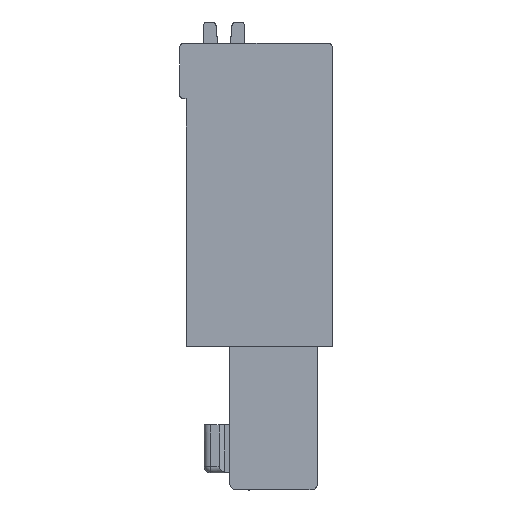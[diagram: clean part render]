
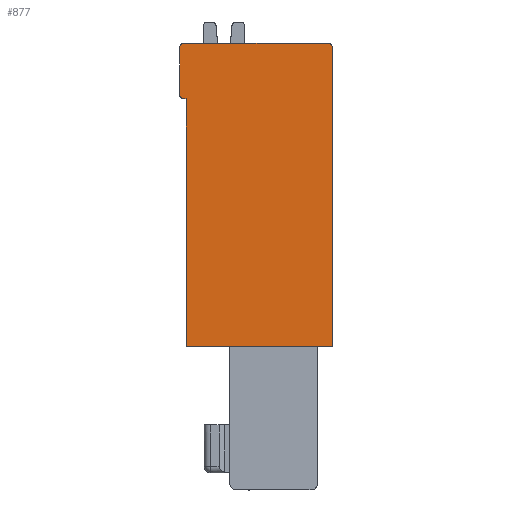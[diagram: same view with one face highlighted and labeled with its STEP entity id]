
A CAD part, left-side view. The second image highlights one B-rep face of the part: STEP entity #877.
In plain terms, the highlighted planar face has unit normal (-1, 0, 0).
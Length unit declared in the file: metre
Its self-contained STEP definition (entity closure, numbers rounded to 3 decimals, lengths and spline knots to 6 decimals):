
#877=ADVANCED_FACE('',(#1916),#1917,.F.);
#1916=FACE_OUTER_BOUND('',#3095,.T.);
#1917=PLANE('',#3096);
#3095=EDGE_LOOP('',(#5665,#5666,#5667,#5668,#5669,#5670,#5671,#5672,#5673));
#3096=AXIS2_PLACEMENT_3D('',#5674,#5675,#5676);
#5665=ORIENTED_EDGE('',*,*,#7614,.F.);
#5666=ORIENTED_EDGE('',*,*,#7097,.F.);
#5667=ORIENTED_EDGE('',*,*,#7353,.F.);
#5668=ORIENTED_EDGE('',*,*,#7869,.F.);
#5669=ORIENTED_EDGE('',*,*,#7870,.F.);
#5670=ORIENTED_EDGE('',*,*,#7812,.F.);
#5671=ORIENTED_EDGE('',*,*,#7871,.F.);
#5672=ORIENTED_EDGE('',*,*,#7755,.F.);
#5673=ORIENTED_EDGE('',*,*,#7326,.F.);
#5674=CARTESIAN_POINT('',(0.,-0.0001,-0.000201));
#5675=DIRECTION('',(1.0,0.,0.));
#5676=DIRECTION('',(0.,0.,1.0));
#7097=EDGE_CURVE('',#8585,#8580,#8587,.T.);
#7326=EDGE_CURVE('',#8971,#8973,#8974,.T.);
#7353=EDGE_CURVE('',#9017,#8585,#9019,.T.);
#7614=EDGE_CURVE('',#8580,#8971,#9390,.T.);
#7755=EDGE_CURVE('',#8973,#9581,#9582,.T.);
#7812=EDGE_CURVE('',#9659,#9657,#9661,.T.);
#7869=EDGE_CURVE('',#9731,#9017,#9732,.T.);
#7870=EDGE_CURVE('',#9657,#9731,#9733,.T.);
#7871=EDGE_CURVE('',#9581,#9659,#9734,.T.);
#8580=VERTEX_POINT('',#10746);
#8585=VERTEX_POINT('',#10753);
#8587=LINE('',#10756,#10757);
#8971=VERTEX_POINT('',#11331);
#8973=VERTEX_POINT('',#11334);
#8974=LINE('',#11335,#11336);
#9017=VERTEX_POINT('',#11397);
#9019=CIRCLE('',#11400,0.0002);
#9390=CIRCLE('',#12012,0.0002);
#9581=VERTEX_POINT('',#12346);
#9582=LINE('',#12347,#12348);
#9657=VERTEX_POINT('',#12485);
#9659=VERTEX_POINT('',#12488);
#9661=LINE('',#12491,#12492);
#9731=VERTEX_POINT('',#12592);
#9732=LINE('',#12593,#12594);
#9733=CIRCLE('',#12595,0.0002);
#9734=LINE('',#12596,#12597);
#10746=CARTESIAN_POINT('',(0.0,0.,0.0));
#10753=CARTESIAN_POINT('',(0.,0.00675,0.));
#10756=CARTESIAN_POINT('',(0.0,-0.0001,0.0));
#10757=VECTOR('',#13284,1.0);
#11331=CARTESIAN_POINT('',(0.,-0.0002,-0.0002));
#11334=CARTESIAN_POINT('',(0.,-0.0002,-0.0142));
#11335=CARTESIAN_POINT('',(0.,-0.0002,-0.0142));
#11336=VECTOR('',#13529,1.0);
#11397=CARTESIAN_POINT('',(0.,0.00695,-0.0002));
#11400=AXIS2_PLACEMENT_3D('',#13561,#13562,#13563);
#12012=AXIS2_PLACEMENT_3D('',#13820,#13821,#13822);
#12346=CARTESIAN_POINT('',(0.,0.00665,-0.0142));
#12347=CARTESIAN_POINT('',(0.,0.000425,-0.0142));
#12348=VECTOR('',#13946,1.0);
#12485=CARTESIAN_POINT('',(0.,0.00675,-0.002599));
#12488=CARTESIAN_POINT('',(0.,0.00665,-0.002599));
#12491=CARTESIAN_POINT('',(0.,0.00675,-0.002599));
#12492=VECTOR('',#13995,1.0);
#12592=CARTESIAN_POINT('',(0.,0.00695,-0.002399));
#12593=CARTESIAN_POINT('',(0.,0.00695,-0.0002));
#12594=VECTOR('',#14047,1.0);
#12595=AXIS2_PLACEMENT_3D('',#14048,#14049,#14050);
#12596=CARTESIAN_POINT('',(0.,0.00665,-0.0026));
#12597=VECTOR('',#14051,1.0);
#13284=DIRECTION('',(0.,-1.0,0.));
#13529=DIRECTION('',(0.,0.,-1.0));
#13561=CARTESIAN_POINT('',(0.,0.00675,-0.0002));
#13562=DIRECTION('',(1.0,0.,0.));
#13563=DIRECTION('',(0.,-0.707,-0.707));
#13820=CARTESIAN_POINT('',(0.,0.,-0.0002));
#13821=DIRECTION('',(1.0,0.,0.));
#13822=DIRECTION('',(0.,0.707,-0.707));
#13946=DIRECTION('',(0.,1.0,0.));
#13995=DIRECTION('',(0.,1.0,0.));
#14047=DIRECTION('',(0.,0.,1.0));
#14048=CARTESIAN_POINT('',(0.,0.00675,-0.002399));
#14049=DIRECTION('',(1.0,0.,0.));
#14050=DIRECTION('',(0.,-0.707,0.707));
#14051=DIRECTION('',(0.,0.,1.0));
